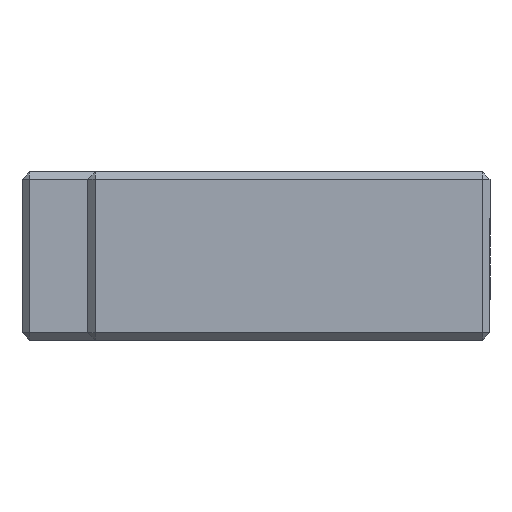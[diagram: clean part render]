
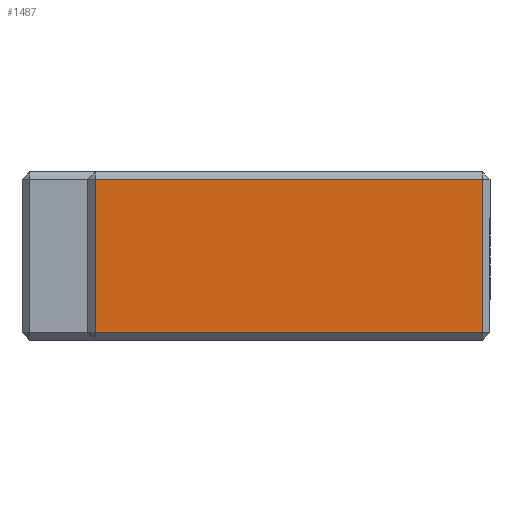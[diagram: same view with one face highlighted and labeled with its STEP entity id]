
A CAD part, left-side view. The second image highlights one B-rep face of the part: STEP entity #1487.
In plain terms, the highlighted planar face has unit normal (-1, 0, 0).
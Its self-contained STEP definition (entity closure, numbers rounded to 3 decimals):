
#75 = CARTESIAN_POINT ( 'NONE',  ( -43., 55., -10.5 ) ) ;
#76 = DIRECTION ( 'NONE',  ( 0., -1., 0. ) ) ;
#385 = PLANE ( 'NONE',  #2452 ) ;
#386 = CARTESIAN_POINT ( 'NONE',  ( -43., 55., 11.5 ) ) ;
#395 = DIRECTION ( 'NONE',  ( 1., 0., 0. ) ) ;
#396 = DIRECTION ( 'NONE',  ( 0., 1., 0. ) ) ;
#1354 = EDGE_CURVE ( 'NONE', #4881, #4921, #2018, .T. ) ;
#1359 = EDGE_CURVE ( 'NONE', #4921, #4856, #2028, .T. ) ;
#1364 = EDGE_CURVE ( 'NONE', #4856, #4919, #2033, .T. ) ;
#1385 = EDGE_CURVE ( 'NONE', #4881, #4919, #2065, .T. ) ;
#1487 = ADVANCED_FACE ( 'NONE', ( #2238 ), #385, .F. ) ;
#1904 = EDGE_LOOP ( 'NONE', ( #4391, #4392, #4393, #4394 ) ) ;
#2018 = LINE ( 'NONE', #5151, #2019 ) ;
#2019 = VECTOR ( 'NONE', #5152, 1000. ) ;
#2028 = LINE ( 'NONE', #5162, #2029 ) ;
#2029 = VECTOR ( 'NONE', #5163, 1000. ) ;
#2033 = LINE ( 'NONE', #3958, #2037 ) ;
#2037 = VECTOR ( 'NONE', #3969, 1000. ) ;
#2065 = LINE ( 'NONE', #75, #2066 ) ;
#2066 = VECTOR ( 'NONE', #76, 1000. ) ;
#2238 = FACE_OUTER_BOUND ( 'NONE', #1904, .T. ) ;
#2452 = AXIS2_PLACEMENT_3D ( 'NONE', #386, #395, #396 ) ;
#3740 = CARTESIAN_POINT ( 'NONE',  ( -43., 1., 10.5 ) ) ;
#3765 = CARTESIAN_POINT ( 'NONE',  ( -43., 54., -10.5 ) ) ;
#3803 = CARTESIAN_POINT ( 'NONE',  ( -43., 1., -10.5 ) ) ;
#3805 = CARTESIAN_POINT ( 'NONE',  ( -43., 54., 10.5 ) ) ;
#3958 = CARTESIAN_POINT ( 'NONE',  ( -43., 1., 11.5 ) ) ;
#3969 = DIRECTION ( 'NONE',  ( 0., 0., -1. ) ) ;
#4391 = ORIENTED_EDGE ( 'NONE', *, *, #1364, .F. ) ;
#4392 = ORIENTED_EDGE ( 'NONE', *, *, #1359, .F. ) ;
#4393 = ORIENTED_EDGE ( 'NONE', *, *, #1354, .F. ) ;
#4394 = ORIENTED_EDGE ( 'NONE', *, *, #1385, .T. ) ;
#4856 = VERTEX_POINT ( 'NONE', #3740 ) ;
#4881 = VERTEX_POINT ( 'NONE', #3765 ) ;
#4919 = VERTEX_POINT ( 'NONE', #3803 ) ;
#4921 = VERTEX_POINT ( 'NONE', #3805 ) ;
#5151 = CARTESIAN_POINT ( 'NONE',  ( -43., 54., 11.5 ) ) ;
#5152 = DIRECTION ( 'NONE',  ( 0., 0., 1. ) ) ;
#5162 = CARTESIAN_POINT ( 'NONE',  ( -43., 55., 10.5 ) ) ;
#5163 = DIRECTION ( 'NONE',  ( 0., -1., 0. ) ) ;
